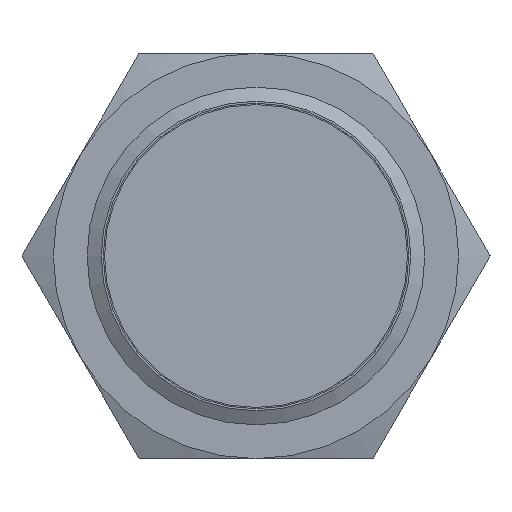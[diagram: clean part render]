
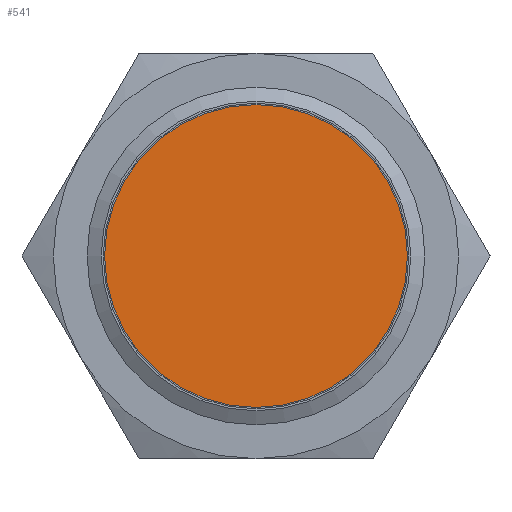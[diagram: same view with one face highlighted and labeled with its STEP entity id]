
A CAD part, left-side view. The second image highlights one B-rep face of the part: STEP entity #541.
In plain terms, the highlighted planar face has unit normal (-1, 0, 0).
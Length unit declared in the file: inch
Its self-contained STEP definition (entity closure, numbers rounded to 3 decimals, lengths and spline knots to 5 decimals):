
#121 = CARTESIAN_POINT ( 'NONE',  ( 0., 0., 0. ) ) ;
#302 = DIRECTION ( 'NONE',  ( 0., 0., 1. ) ) ;
#392 = PLANE ( 'NONE',  #1732 ) ;
#541 = ADVANCED_FACE ( 'NONE', ( #1183 ), #392, .F. ) ;
#560 = CARTESIAN_POINT ( 'NONE',  ( 0., 0., 0. ) ) ;
#736 = EDGE_CURVE ( 'NONE', #1339, #1339, #1078, .T. ) ;
#752 = ORIENTED_EDGE ( 'NONE', *, *, #736, .F. ) ;
#940 = CARTESIAN_POINT ( 'NONE',  ( 0., 0., 0.52953 ) ) ;
#948 = DIRECTION ( 'NONE',  ( 1., 0., 0. ) ) ;
#1078 = CIRCLE ( 'NONE', #1565, 0.52953 ) ;
#1183 = FACE_OUTER_BOUND ( 'NONE', #1842, .T. ) ;
#1339 = VERTEX_POINT ( 'NONE', #940 ) ;
#1565 = AXIS2_PLACEMENT_3D ( 'NONE', #121, #2451, #302 ) ;
#1732 = AXIS2_PLACEMENT_3D ( 'NONE', #560, #948, #1733 ) ;
#1733 = DIRECTION ( 'NONE',  ( 0., 0., -1. ) ) ;
#1842 = EDGE_LOOP ( 'NONE', ( #752 ) ) ;
#2451 = DIRECTION ( 'NONE',  ( 1., 0., 0. ) ) ;
